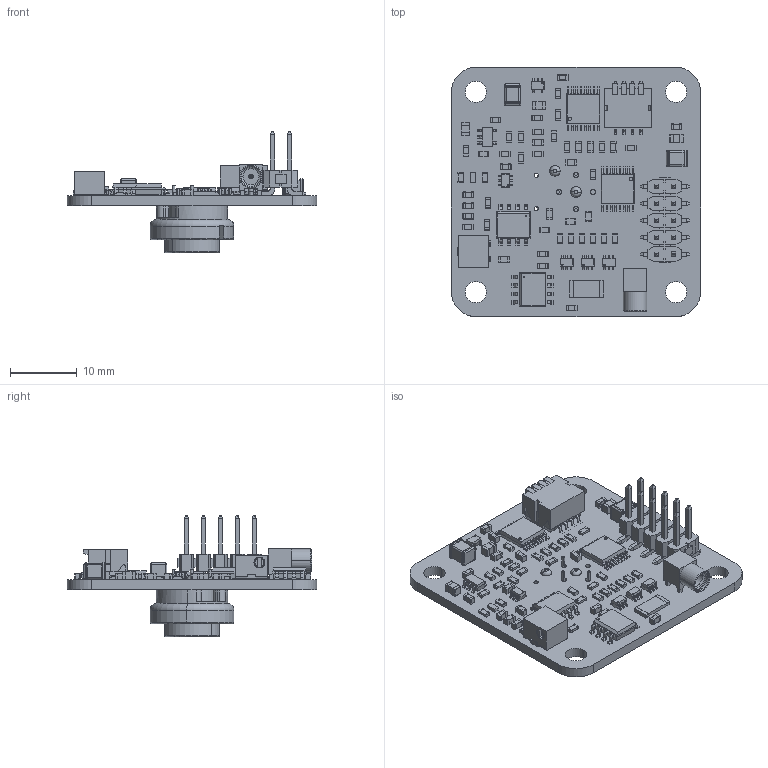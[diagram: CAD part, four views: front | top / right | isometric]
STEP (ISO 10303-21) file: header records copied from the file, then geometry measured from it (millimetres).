
FILE_DESCRIPTION (( 'STEP AP214' ), '1' );
FILE_NAME ('TTN239793-E0W.STEP', '2021-05-07T13:24:29', ( '' ), ( '' ), 'SwSTEP 2.0', 'SolidWorks 2018', '' );
FILE_SCHEMA (( 'AUTOMOTIVE_DESIGN' ));
Length unit declared in the file: inch
Products named in the file (1): TTN239793-E0W
Bounding box: 37.34 x 37.34 x 18.22 mm (x, y, z)
Volume: 3157.7 mm3; surface area: 5875.6 mm2
Topology: 76 solids, 77 shells, 4206 faces, 10879 edges, 6764 vertices
Faces by surface type: plane 2902, cylinder 1038, sphere 180, torus 34, cone 27, bspline 25
Entity records: 181761 total; most frequent: CARTESIAN_POINT 23274, ORIENTED_EDGE 21394, DIRECTION 21164, EDGE_CURVE 10697, VECTOR 8446, LINE 8446, VERTEX_POINT 6762, AXIS2_PLACEMENT_3D 6359
